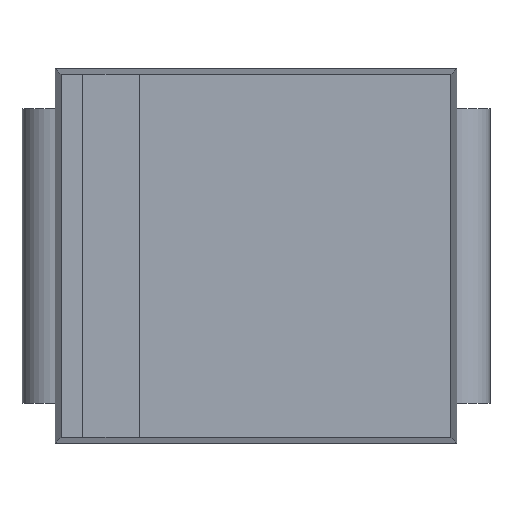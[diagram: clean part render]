
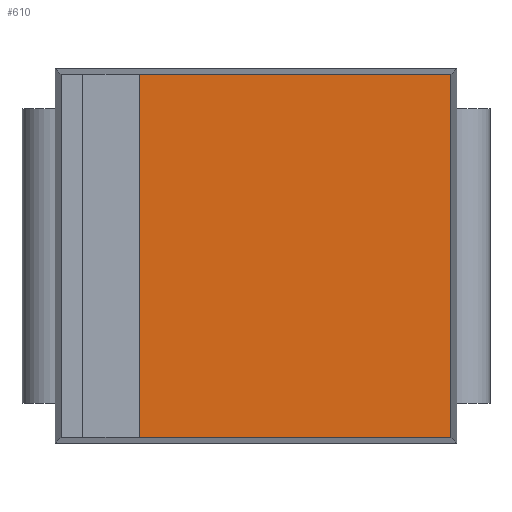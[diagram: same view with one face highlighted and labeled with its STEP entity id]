
A CAD part, top view. The second image highlights one B-rep face of the part: STEP entity #610.
In plain terms, the highlighted planar face has unit normal (0, 0, 1).
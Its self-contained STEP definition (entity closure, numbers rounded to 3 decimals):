
#379 = FACE_OUTER_BOUND ( 'NONE', #5657, .T. ) ;
#596 = CARTESIAN_POINT ( 'NONE',  ( -0.871, -1.358, 0.8 ) ) ;
#610 = ADVANCED_FACE ( 'NONE', ( #379 ), #9117, .F. ) ;
#889 = DIRECTION ( 'NONE',  ( -1., 0., 0. ) ) ;
#1332 = VERTEX_POINT ( 'NONE', #596 ) ;
#2219 = CARTESIAN_POINT ( 'NONE',  ( 1.458, 0., 0.8 ) ) ;
#2477 = ORIENTED_EDGE ( 'NONE', *, *, #7509, .T. ) ;
#2613 = EDGE_CURVE ( 'NONE', #14890, #14958, #15177, .T. ) ;
#3007 = EDGE_CURVE ( 'NONE', #1332, #9036, #14949, .T. ) ;
#3167 = VECTOR ( 'NONE', #10674, 1000. ) ;
#3473 = CARTESIAN_POINT ( 'NONE',  ( 1.458, 1.358, 0.8 ) ) ;
#3481 = CARTESIAN_POINT ( 'NONE',  ( -0.871, 1.358, 0.8 ) ) ;
#3617 = EDGE_CURVE ( 'NONE', #1332, #14890, #13239, .T. ) ;
#5657 = EDGE_LOOP ( 'NONE', ( #14871, #6449, #12624, #2477 ) ) ;
#6449 = ORIENTED_EDGE ( 'NONE', *, *, #3617, .T. ) ;
#6866 = DIRECTION ( 'NONE',  ( -1., 0., 0. ) ) ;
#7101 = CARTESIAN_POINT ( 'NONE',  ( 1.458, -1.358, 0.8 ) ) ;
#7252 = AXIS2_PLACEMENT_3D ( 'NONE', #11110, #11486, #889 ) ;
#7306 = CARTESIAN_POINT ( 'NONE',  ( 0., -1.358, 0.8 ) ) ;
#7509 = EDGE_CURVE ( 'NONE', #14958, #9036, #10458, .T. ) ;
#7633 = DIRECTION ( 'NONE',  ( 0., 1., 0. ) ) ;
#8075 = VECTOR ( 'NONE', #6866, 1000. ) ;
#9036 = VERTEX_POINT ( 'NONE', #3481 ) ;
#9117 = PLANE ( 'NONE',  #7252 ) ;
#10086 = VECTOR ( 'NONE', #12055, 1000. ) ;
#10198 = CARTESIAN_POINT ( 'NONE',  ( -0.871, 0., 0.8 ) ) ;
#10458 = LINE ( 'NONE', #10528, #8075 ) ;
#10528 = CARTESIAN_POINT ( 'NONE',  ( 0., 1.358, 0.8 ) ) ;
#10674 = DIRECTION ( 'NONE',  ( 0., 1., 0. ) ) ;
#11110 = CARTESIAN_POINT ( 'NONE',  ( 0., 0., 0.8 ) ) ;
#11486 = DIRECTION ( 'NONE',  ( 0., 0., -1. ) ) ;
#11609 = VECTOR ( 'NONE', #7633, 1000. ) ;
#12055 = DIRECTION ( 'NONE',  ( 1., 0., 0. ) ) ;
#12624 = ORIENTED_EDGE ( 'NONE', *, *, #2613, .T. ) ;
#13239 = LINE ( 'NONE', #7306, #10086 ) ;
#14871 = ORIENTED_EDGE ( 'NONE', *, *, #3007, .F. ) ;
#14890 = VERTEX_POINT ( 'NONE', #7101 ) ;
#14949 = LINE ( 'NONE', #10198, #11609 ) ;
#14958 = VERTEX_POINT ( 'NONE', #3473 ) ;
#15177 = LINE ( 'NONE', #2219, #3167 ) ;
